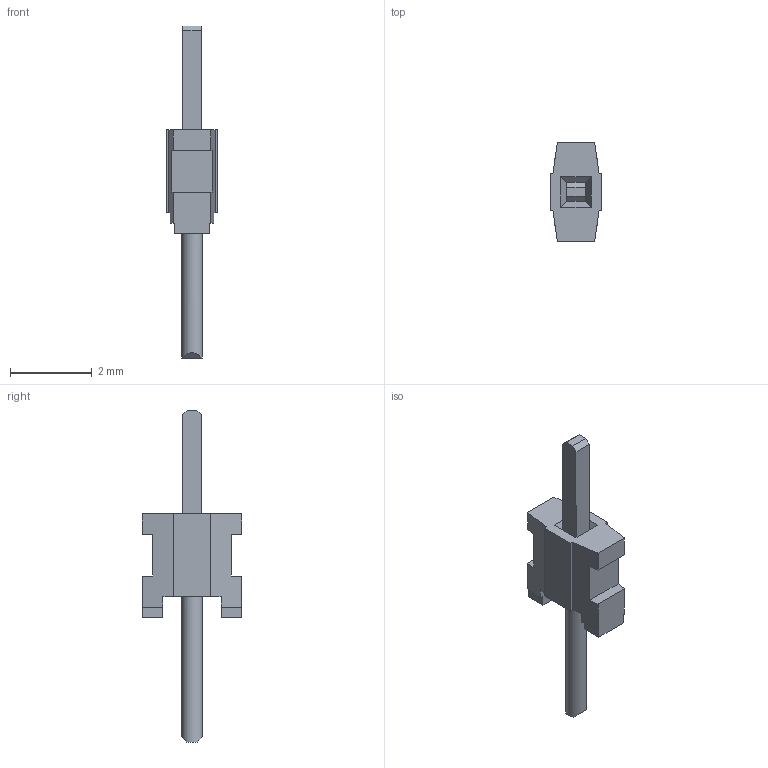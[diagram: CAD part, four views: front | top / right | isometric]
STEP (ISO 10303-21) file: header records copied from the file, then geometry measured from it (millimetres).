
FILE_DESCRIPTION(/* description */ (''),/* implementation_level */ '2;1');
FILE_NAME(/* name */ 'SAMTEC_TMS_101-02-G-S.stp',/* time_stamp */ '2016-03-16T12:52:04+01:00',/* author */ ('riccim'),/* organization */ ('SolidWorks'),/* preprocessor_version */ 'ST-DEVELOPER v15.5',/* originating_system */ 'AutoCAD Mechanical',/* authorisation */ ' ');
FILE_SCHEMA (('AUTOMOTIVE_DESIGN { 1 0 10303 214 3 1 1 }'));
Length unit declared in the file: millimetre
Products named in the file (1): Product
Bounding box: 1.27 x 2.44 x 8.13 mm (x, y, z)
Volume: 6.8 mm3; surface area: 41 mm2
Topology: 3 solids, 3 shells, 68 faces, 179 edges, 118 vertices
Faces by surface type: plane 67, cylinder 1
Full cylindrical faces by diameter (mm): 0.508 x1
Entity records: 2090 total; most frequent: CARTESIAN_POINT 363, ORIENTED_EDGE 354, DIRECTION 320, EDGE_CURVE 177, LINE 172, VECTOR 172, VERTEX_POINT 117, AXIS2_PLACEMENT_3D 74
